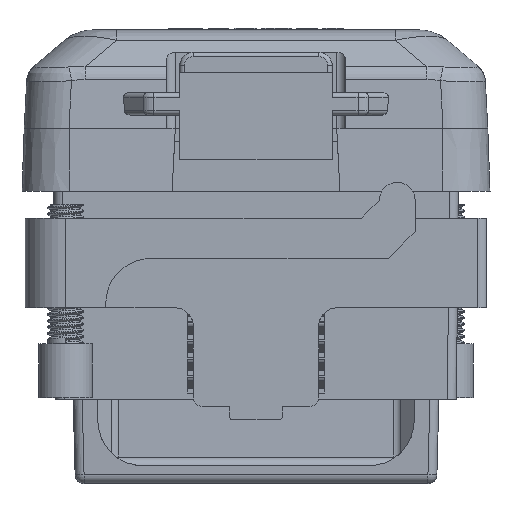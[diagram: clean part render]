
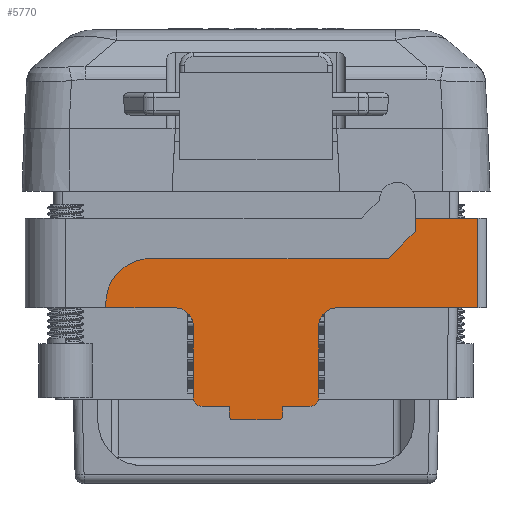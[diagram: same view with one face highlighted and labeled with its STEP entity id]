
A CAD part, front view. The second image highlights one B-rep face of the part: STEP entity #5770.
In plain terms, the highlighted planar face has unit normal (0, -1, 0).
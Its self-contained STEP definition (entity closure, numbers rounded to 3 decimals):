
#2440=LINE('',#39707,#4099);
#2444=LINE('',#39726,#4103);
#2462=LINE('',#39776,#4121);
#2470=LINE('',#39800,#4129);
#2471=LINE('',#39802,#4130);
#2472=LINE('',#39803,#4131);
#2473=LINE('',#39805,#4132);
#2474=LINE('',#39809,#4133);
#2475=LINE('',#39811,#4134);
#2476=LINE('',#39816,#4135);
#2477=LINE('',#39818,#4136);
#2478=LINE('',#39822,#4137);
#2479=LINE('',#39826,#4138);
#2480=LINE('',#39828,#4139);
#4099=VECTOR('',#20419,1.);
#4103=VECTOR('',#20439,1.);
#4121=VECTOR('',#20475,1.);
#4129=VECTOR('',#20497,1.);
#4130=VECTOR('',#20498,1.);
#4131=VECTOR('',#20499,1.);
#4132=VECTOR('',#20500,1.);
#4133=VECTOR('',#20503,1.);
#4134=VECTOR('',#20504,1.);
#4135=VECTOR('',#20509,1.);
#4136=VECTOR('',#20510,1.);
#4137=VECTOR('',#20513,1.);
#4138=VECTOR('',#20516,1.);
#4139=VECTOR('',#20517,1.);
#5770=ADVANCED_FACE('',(#7240),#6696,.T.);
#6696=PLANE('',#18966);
#7240=FACE_OUTER_BOUND('',#8153,.T.);
#8153=EDGE_LOOP('',(#9732,#9733,#9734,#9735,#9736,#9737,#9738,#9739,#9740,
#9741,#9742,#9743,#9744,#9745,#9746,#9747,#9748,#9749,#9750,#9751,#9752));
#9136=CIRCLE('',#18925,2.);
#9157=CIRCLE('',#18960,5.);
#9158=CIRCLE('',#18961,2.);
#9159=CIRCLE('',#18962,1.);
#9160=CIRCLE('',#18963,0.5);
#9161=CIRCLE('',#18964,0.5);
#9162=CIRCLE('',#18965,1.);
#9732=ORIENTED_EDGE('',*,*,#16235,.F.);
#9733=ORIENTED_EDGE('',*,*,#16156,.T.);
#9734=ORIENTED_EDGE('',*,*,#16222,.T.);
#9735=ORIENTED_EDGE('',*,*,#16236,.T.);
#9736=ORIENTED_EDGE('',*,*,#16197,.F.);
#9737=ORIENTED_EDGE('',*,*,#16237,.T.);
#9738=ORIENTED_EDGE('',*,*,#16238,.F.);
#9739=ORIENTED_EDGE('',*,*,#16239,.T.);
#9740=ORIENTED_EDGE('',*,*,#16240,.T.);
#9741=ORIENTED_EDGE('',*,*,#16241,.T.);
#9742=ORIENTED_EDGE('',*,*,#16242,.T.);
#9743=ORIENTED_EDGE('',*,*,#16189,.T.);
#9744=ORIENTED_EDGE('',*,*,#16243,.T.);
#9745=ORIENTED_EDGE('',*,*,#16244,.F.);
#9746=ORIENTED_EDGE('',*,*,#16245,.F.);
#9747=ORIENTED_EDGE('',*,*,#16246,.T.);
#9748=ORIENTED_EDGE('',*,*,#16247,.T.);
#9749=ORIENTED_EDGE('',*,*,#16248,.T.);
#9750=ORIENTED_EDGE('',*,*,#16249,.T.);
#9751=ORIENTED_EDGE('',*,*,#16250,.F.);
#9752=ORIENTED_EDGE('',*,*,#16251,.T.);
#14538=VERTEX_POINT('',#39639);
#14539=VERTEX_POINT('',#39641);
#14554=VERTEX_POINT('',#39681);
#14567=VERTEX_POINT('',#39706);
#14575=VERTEX_POINT('',#39727);
#14576=VERTEX_POINT('',#39728);
#14598=VERTEX_POINT('',#39777);
#14607=VERTEX_POINT('',#39801);
#14608=VERTEX_POINT('',#39804);
#14609=VERTEX_POINT('',#39806);
#14610=VERTEX_POINT('',#39808);
#14611=VERTEX_POINT('',#39810);
#14612=VERTEX_POINT('',#39812);
#14613=VERTEX_POINT('',#39815);
#14614=VERTEX_POINT('',#39817);
#14615=VERTEX_POINT('',#39819);
#14616=VERTEX_POINT('',#39821);
#14617=VERTEX_POINT('',#39823);
#14618=VERTEX_POINT('',#39825);
#14619=VERTEX_POINT('',#39827);
#14620=VERTEX_POINT('',#39829);
#16156=EDGE_CURVE('',#14539,#14538,#9136,.T.);
#16189=EDGE_CURVE('',#14554,#14567,#2440,.T.);
#16197=EDGE_CURVE('',#14575,#14576,#2444,.T.);
#16222=EDGE_CURVE('',#14538,#14598,#2462,.T.);
#16235=EDGE_CURVE('',#14539,#14607,#2470,.T.);
#16236=EDGE_CURVE('',#14598,#14576,#2471,.T.);
#16237=EDGE_CURVE('',#14575,#14608,#2472,.T.);
#16238=EDGE_CURVE('',#14609,#14608,#2473,.T.);
#16239=EDGE_CURVE('',#14609,#14610,#9157,.T.);
#16240=EDGE_CURVE('',#14610,#14611,#2474,.T.);
#16241=EDGE_CURVE('',#14611,#14612,#2475,.T.);
#16242=EDGE_CURVE('',#14612,#14554,#9158,.T.);
#16243=EDGE_CURVE('',#14567,#14613,#9159,.T.);
#16244=EDGE_CURVE('',#14614,#14613,#2476,.T.);
#16245=EDGE_CURVE('',#14615,#14614,#2477,.T.);
#16246=EDGE_CURVE('',#14615,#14616,#9160,.T.);
#16247=EDGE_CURVE('',#14616,#14617,#2478,.T.);
#16248=EDGE_CURVE('',#14617,#14618,#9161,.T.);
#16249=EDGE_CURVE('',#14618,#14619,#2479,.T.);
#16250=EDGE_CURVE('',#14620,#14619,#2480,.T.);
#16251=EDGE_CURVE('',#14620,#14607,#9162,.T.);
#18925=AXIS2_PLACEMENT_3D('',#39640,#20370,#20371);
#18960=AXIS2_PLACEMENT_3D('',#39807,#20501,#20502);
#18961=AXIS2_PLACEMENT_3D('',#39813,#20505,#20506);
#18962=AXIS2_PLACEMENT_3D('',#39814,#20507,#20508);
#18963=AXIS2_PLACEMENT_3D('',#39820,#20511,#20512);
#18964=AXIS2_PLACEMENT_3D('',#39824,#20514,#20515);
#18965=AXIS2_PLACEMENT_3D('',#39830,#20518,#20519);
#18966=AXIS2_PLACEMENT_3D('',#39831,#20520,#20521);
#20370=DIRECTION('',(0.,1.,0.));
#20371=DIRECTION('',(0.,0.,1.));
#20419=DIRECTION('',(0.,0.,-1.));
#20439=DIRECTION('',(1.,0.,0.));
#20475=DIRECTION('',(1.,0.,0.));
#20497=DIRECTION('',(0.,0.,-1.));
#20498=DIRECTION('',(0.,0.,1.));
#20499=DIRECTION('',(-0.5,0.,-0.866));
#20500=DIRECTION('',(1.,0.,0.));
#20501=DIRECTION('',(0.,-1.,0.));
#20502=DIRECTION('',(0.,0.,-1.));
#20503=DIRECTION('',(0.,0.,-1.));
#20504=DIRECTION('',(1.,0.,0.));
#20505=DIRECTION('',(0.,1.,0.));
#20506=DIRECTION('',(0.,0.,1.));
#20507=DIRECTION('',(0.,-1.,0.));
#20508=DIRECTION('',(0.,0.,-1.));
#20509=DIRECTION('',(-1.,0.,0.));
#20510=DIRECTION('',(0.,0.,1.));
#20511=DIRECTION('',(0.,-1.,0.));
#20512=DIRECTION('',(0.,0.,1.));
#20513=DIRECTION('',(1.,0.,0.));
#20514=DIRECTION('',(0.,-1.,0.));
#20515=DIRECTION('',(0.,0.,1.));
#20516=DIRECTION('',(0.,0.,1.));
#20517=DIRECTION('',(-1.,0.,0.));
#20518=DIRECTION('',(0.,-1.,0.));
#20519=DIRECTION('',(0.,0.,-1.));
#20520=DIRECTION('',(0.,-1.,0.));
#20521=DIRECTION('',(0.,0.,1.));
#39639=CARTESIAN_POINT('',(-316.04,-265.07,0.));
#39640=CARTESIAN_POINT('',(-316.04,-265.07,-2.));
#39641=CARTESIAN_POINT('',(-318.04,-265.07,-2.));
#39681=CARTESIAN_POINT('',(-332.04,-265.07,-2.));
#39706=CARTESIAN_POINT('',(-332.04,-265.07,-10.));
#39707=CARTESIAN_POINT('',(-332.04,-265.07,6.5));
#39726=CARTESIAN_POINT('',(-325.04,-265.07,10.));
#39727=CARTESIAN_POINT('',(-308.444,-265.07,10.));
#39728=CARTESIAN_POINT('',(-300.29,-265.07,10.));
#39776=CARTESIAN_POINT('',(-325.04,-265.07,0.));
#39777=CARTESIAN_POINT('',(-300.29,-265.07,0.));
#39800=CARTESIAN_POINT('',(-318.04,-265.07,6.5));
#39801=CARTESIAN_POINT('',(-318.04,-265.07,-10.));
#39802=CARTESIAN_POINT('',(-300.29,-265.07,10.));
#39803=CARTESIAN_POINT('',(-314.109,-265.07,0.189));
#39804=CARTESIAN_POINT('',(-311.042,-265.07,5.5));
#39805=CARTESIAN_POINT('',(-325.04,-265.07,5.5));
#39806=CARTESIAN_POINT('',(-336.79,-265.07,5.5));
#39807=CARTESIAN_POINT('',(-336.79,-265.07,0.5));
#39808=CARTESIAN_POINT('',(-341.79,-265.07,0.5));
#39809=CARTESIAN_POINT('',(-341.79,-265.07,6.5));
#39810=CARTESIAN_POINT('',(-341.79,-265.07,0.));
#39811=CARTESIAN_POINT('',(-325.04,-265.07,0.));
#39812=CARTESIAN_POINT('',(-334.04,-265.07,0.));
#39813=CARTESIAN_POINT('',(-334.04,-265.07,-2.));
#39814=CARTESIAN_POINT('',(-331.04,-265.07,-10.));
#39815=CARTESIAN_POINT('',(-331.04,-265.07,-11.));
#39816=CARTESIAN_POINT('',(-300.,-265.07,-11.));
#39817=CARTESIAN_POINT('',(-328.04,-265.07,-11.));
#39818=CARTESIAN_POINT('',(-328.04,-265.07,-12.));
#39819=CARTESIAN_POINT('',(-328.04,-265.07,-12.));
#39820=CARTESIAN_POINT('',(-327.54,-265.07,-12.));
#39821=CARTESIAN_POINT('',(-327.54,-265.07,-12.5));
#39822=CARTESIAN_POINT('',(-325.04,-265.07,-12.5));
#39823=CARTESIAN_POINT('',(-322.54,-265.07,-12.5));
#39824=CARTESIAN_POINT('',(-322.54,-265.07,-12.));
#39825=CARTESIAN_POINT('',(-322.04,-265.07,-12.));
#39826=CARTESIAN_POINT('',(-322.04,-265.07,6.5));
#39827=CARTESIAN_POINT('',(-322.04,-265.07,-11.));
#39828=CARTESIAN_POINT('',(-300.,-265.07,-11.));
#39829=CARTESIAN_POINT('',(-319.04,-265.07,-11.));
#39830=CARTESIAN_POINT('',(-319.04,-265.07,-10.));
#39831=CARTESIAN_POINT('',(-325.04,-265.07,6.5));
